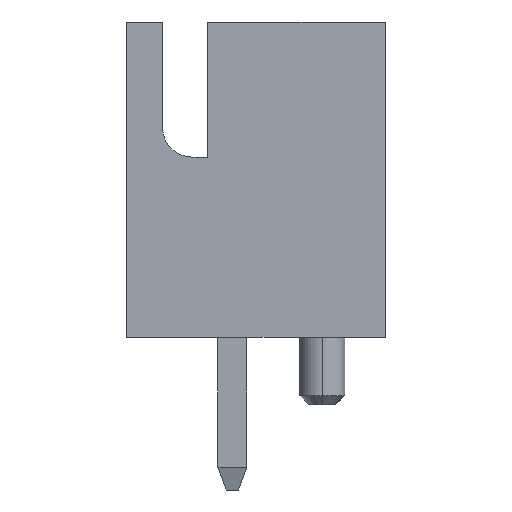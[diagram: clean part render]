
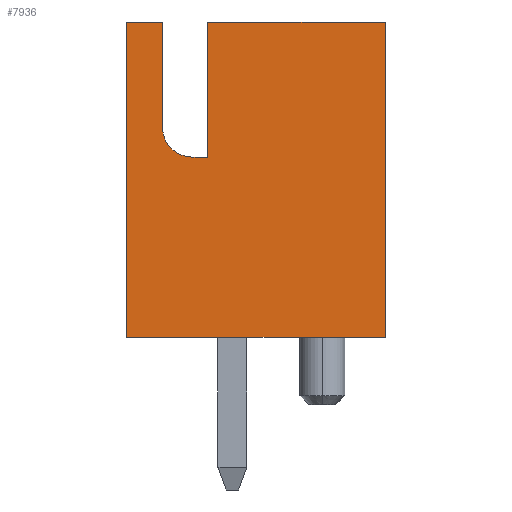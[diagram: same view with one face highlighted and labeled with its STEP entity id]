
A CAD part, left-side view. The second image highlights one B-rep face of the part: STEP entity #7936.
In plain terms, the highlighted planar face has unit normal (-1, 0, 0).
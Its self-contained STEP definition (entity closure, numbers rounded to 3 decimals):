
#77 = ORIENTED_EDGE ( 'NONE', *, *, #2142, .F. ) ;
#281 = DIRECTION ( 'NONE',  ( 0., 0., 1. ) ) ;
#516 = CARTESIAN_POINT ( 'NONE',  ( -4.95, -2.875, 7. ) ) ;
#599 = DIRECTION ( 'NONE',  ( 1., 0., 0. ) ) ;
#735 = DIRECTION ( 'NONE',  ( 0., 0., -1. ) ) ;
#821 = LINE ( 'NONE', #2289, #3420 ) ;
#824 = ORIENTED_EDGE ( 'NONE', *, *, #13384, .F. ) ;
#861 = VECTOR ( 'NONE', #4629, 1000. ) ;
#1150 = DIRECTION ( 'NONE',  ( 0., -1., 0. ) ) ;
#1290 = DIRECTION ( 'NONE',  ( 0., -1., 0. ) ) ;
#1870 = VERTEX_POINT ( 'NONE', #7270 ) ;
#2060 = LINE ( 'NONE', #8253, #13830 ) ;
#2142 = EDGE_CURVE ( 'NONE', #9503, #10650, #13934, .T. ) ;
#2183 = CARTESIAN_POINT ( 'NONE',  ( -4.95, 2.075, 4. ) ) ;
#2289 = CARTESIAN_POINT ( 'NONE',  ( -4.95, -2.875, 7. ) ) ;
#2420 = VECTOR ( 'NONE', #735, 1000. ) ;
#2479 = CARTESIAN_POINT ( 'NONE',  ( -4.95, 2.875, 7. ) ) ;
#2743 = DIRECTION ( 'NONE',  ( 0., 0., 1. ) ) ;
#2759 = EDGE_CURVE ( 'NONE', #11585, #7938, #9672, .T. ) ;
#3001 = AXIS2_PLACEMENT_3D ( 'NONE', #516, #599, #2743 ) ;
#3041 = CARTESIAN_POINT ( 'NONE',  ( -4.95, 1.075, 4. ) ) ;
#3115 = ORIENTED_EDGE ( 'NONE', *, *, #4109, .T. ) ;
#3231 = ORIENTED_EDGE ( 'NONE', *, *, #8261, .F. ) ;
#3420 = VECTOR ( 'NONE', #1150, 1000. ) ;
#3990 = LINE ( 'NONE', #10136, #10148 ) ;
#4109 = EDGE_CURVE ( 'NONE', #12479, #10756, #15582, .T. ) ;
#4243 = FACE_OUTER_BOUND ( 'NONE', #15198, .T. ) ;
#4400 = VECTOR ( 'NONE', #14362, 1000. ) ;
#4517 = ORIENTED_EDGE ( 'NONE', *, *, #13962, .T. ) ;
#4629 = DIRECTION ( 'NONE',  ( 0., 0., 1. ) ) ;
#4677 = CARTESIAN_POINT ( 'NONE',  ( -4.95, 2.075, 7. ) ) ;
#4794 = CARTESIAN_POINT ( 'NONE',  ( -4.95, 2.075, 4. ) ) ;
#4866 = CARTESIAN_POINT ( 'NONE',  ( -4.95, 1.425, 4. ) ) ;
#4978 = CARTESIAN_POINT ( 'NONE',  ( -4.95, -2.875, 7. ) ) ;
#5577 = VECTOR ( 'NONE', #14437, 1000. ) ;
#6000 = LINE ( 'NONE', #4794, #861 ) ;
#6042 = ORIENTED_EDGE ( 'NONE', *, *, #12544, .T. ) ;
#6228 = CARTESIAN_POINT ( 'NONE',  ( -4.95, 1.075, 7. ) ) ;
#6544 = VECTOR ( 'NONE', #1290, 1000. ) ;
#6578 = CARTESIAN_POINT ( 'NONE',  ( -4.95, 1.425, 4.65 ) ) ;
#7270 = CARTESIAN_POINT ( 'NONE',  ( -4.95, 2.075, 4.65 ) ) ;
#7936 = ADVANCED_FACE ( 'NONE', ( #4243 ), #10460, .F. ) ;
#7938 = VERTEX_POINT ( 'NONE', #3041 ) ;
#8007 = EDGE_CURVE ( 'NONE', #12479, #15783, #2060, .T. ) ;
#8253 = CARTESIAN_POINT ( 'NONE',  ( -4.95, -2.875, 7. ) ) ;
#8261 = EDGE_CURVE ( 'NONE', #10570, #9503, #821, .T. ) ;
#8474 = CARTESIAN_POINT ( 'NONE',  ( -4.95, -2.875, 0. ) ) ;
#8757 = AXIS2_PLACEMENT_3D ( 'NONE', #6578, #12492, #281 ) ;
#8858 = CARTESIAN_POINT ( 'NONE',  ( -4.95, 2.875, 0. ) ) ;
#9503 = VERTEX_POINT ( 'NONE', #4978 ) ;
#9672 = LINE ( 'NONE', #2183, #5577 ) ;
#10136 = CARTESIAN_POINT ( 'NONE',  ( -4.95, 1.075, 4. ) ) ;
#10148 = VECTOR ( 'NONE', #14750, 1000. ) ;
#10198 = ORIENTED_EDGE ( 'NONE', *, *, #13498, .T. ) ;
#10460 = PLANE ( 'NONE',  #3001 ) ;
#10570 = VERTEX_POINT ( 'NONE', #6228 ) ;
#10650 = VERTEX_POINT ( 'NONE', #12445 ) ;
#10731 = CARTESIAN_POINT ( 'NONE',  ( -4.95, 2.875, 7. ) ) ;
#10756 = VERTEX_POINT ( 'NONE', #8858 ) ;
#11585 = VERTEX_POINT ( 'NONE', #4866 ) ;
#11588 = CARTESIAN_POINT ( 'NONE',  ( -4.95, -2.875, 7. ) ) ;
#12445 = CARTESIAN_POINT ( 'NONE',  ( -4.95, -2.875, 0. ) ) ;
#12479 = VERTEX_POINT ( 'NONE', #2479 ) ;
#12492 = DIRECTION ( 'NONE',  ( 1., 0., 0. ) ) ;
#12544 = EDGE_CURVE ( 'NONE', #1870, #15783, #6000, .T. ) ;
#12595 = ORIENTED_EDGE ( 'NONE', *, *, #8007, .F. ) ;
#13197 = DIRECTION ( 'NONE',  ( 0., -1., 0. ) ) ;
#13384 = EDGE_CURVE ( 'NONE', #7938, #10570, #3990, .T. ) ;
#13498 = EDGE_CURVE ( 'NONE', #10756, #10650, #13587, .T. ) ;
#13587 = LINE ( 'NONE', #8474, #6544 ) ;
#13830 = VECTOR ( 'NONE', #13197, 1000. ) ;
#13934 = LINE ( 'NONE', #11588, #2420 ) ;
#13962 = EDGE_CURVE ( 'NONE', #11585, #1870, #15480, .T. ) ;
#14362 = DIRECTION ( 'NONE',  ( 0., 0., -1. ) ) ;
#14437 = DIRECTION ( 'NONE',  ( 0., -1., 0. ) ) ;
#14493 = ORIENTED_EDGE ( 'NONE', *, *, #2759, .F. ) ;
#14750 = DIRECTION ( 'NONE',  ( 0., 0., 1. ) ) ;
#15198 = EDGE_LOOP ( 'NONE', ( #14493, #4517, #6042, #12595, #3115, #10198, #77, #3231, #824 ) ) ;
#15480 = CIRCLE ( 'NONE', #8757, 0.65 ) ;
#15582 = LINE ( 'NONE', #10731, #4400 ) ;
#15783 = VERTEX_POINT ( 'NONE', #4677 ) ;
